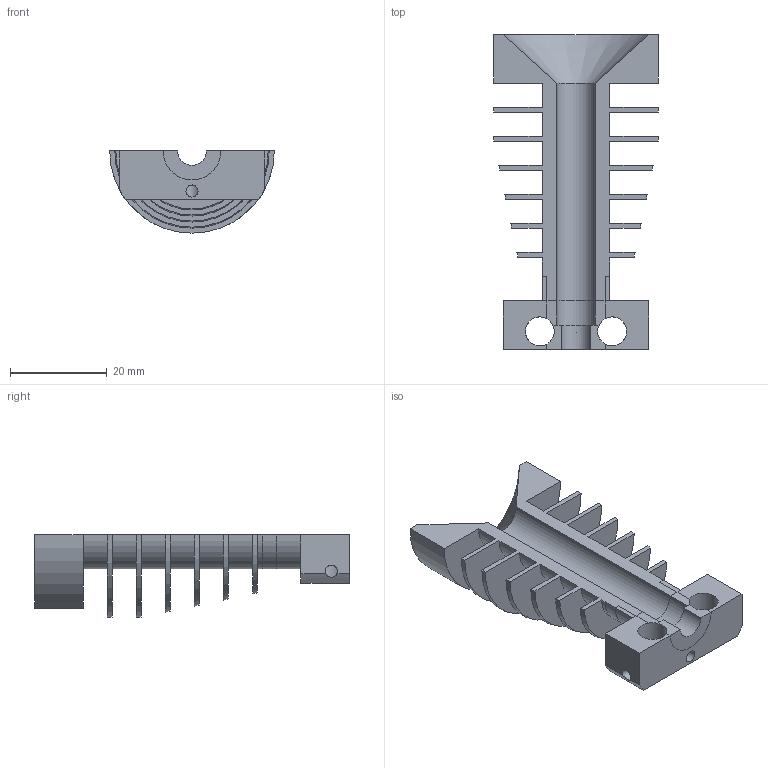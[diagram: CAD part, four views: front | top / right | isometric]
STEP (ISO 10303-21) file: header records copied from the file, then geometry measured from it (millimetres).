
FILE_DESCRIPTION(('FreeCAD Model'),'2;1');
FILE_NAME('002_Fourreaux_vis.step', '2019-06-07T17:03:39',('Author'),(''), 'Open CASCADE STEP processor 7.3','FreeCAD','Unknown');
FILE_SCHEMA(('AUTOMOTIVE_DESIGN_CC2 { 1 2 10303 214 -1 1 5 4 }'));
Length unit declared in the file: millimetre
Products named in the file (1): Body
Bounding box: 34 x 65 x 17 mm (x, y, z)
Volume: 8828.7 mm3; surface area: 8838.3 mm2
Topology: 1 solids, 1 shells, 66 faces, 195 edges, 126 vertices
Faces by surface type: plane 32, cylinder 26, cone 8
Full cylindrical faces by diameter (mm): 2.5 x3, 3 x1, 3.3 x2, 6 x2
Entity records: 5913 total; most frequent: CARTESIAN_POINT 2071, DIRECTION 730, LINE 433, VECTOR 433, ORIENTED_EDGE 384, PCURVE 384, DEFINITIONAL_REPRESENTATION 384, EDGE_CURVE 192
